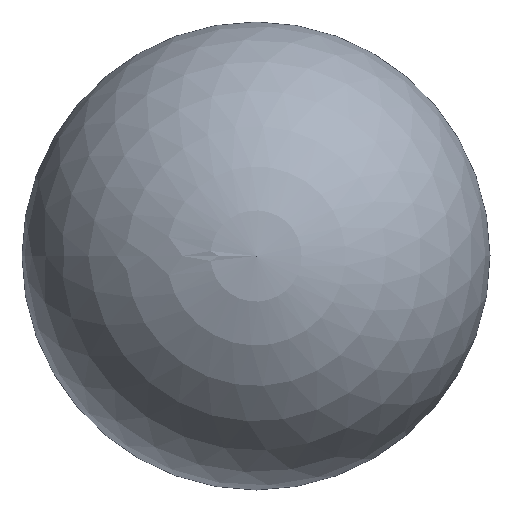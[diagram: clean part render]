
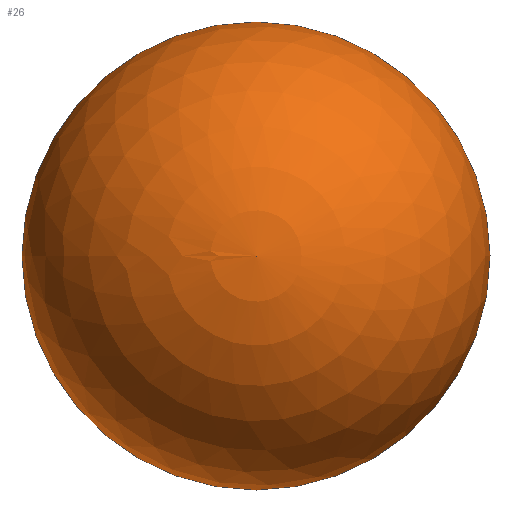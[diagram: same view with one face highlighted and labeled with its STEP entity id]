
A CAD part, front view. The second image highlights one B-rep face of the part: STEP entity #26.
In plain terms, the highlighted spherical face has radius 4 mm.
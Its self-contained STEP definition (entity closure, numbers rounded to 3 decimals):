
#26=ADVANCED_FACE('',(#47),#48,.T.);
#47=FACE_OUTER_BOUND('',#60,.T.);
#48=SPHERICAL_SURFACE('',#61,4.0);
#60=EDGE_LOOP('',(#67));
#61=AXIS2_PLACEMENT_3D('',#68,#69,#70);
#67=ORIENTED_EDGE('',*,*,#77,.F.);
#68=CARTESIAN_POINT('',(8.613,-11.97,-17.593));
#69=DIRECTION('',(0.0,1.0,0.0));
#70=DIRECTION('',(-1.0,0.0,0.0));
#77=EDGE_CURVE('',#80,#80,#81,.T.);
#80=VERTEX_POINT('',#84);
#81=CIRCLE('',#85,4.0);
#84=CARTESIAN_POINT('',(8.613,-11.97,-21.593));
#85=AXIS2_PLACEMENT_3D('',#87,#88,#89);
#87=CARTESIAN_POINT('',(8.613,-11.97,-17.593));
#88=DIRECTION('',(0.0,1.0,0.0));
#89=DIRECTION('',(0.0,0.0,-1.0));
